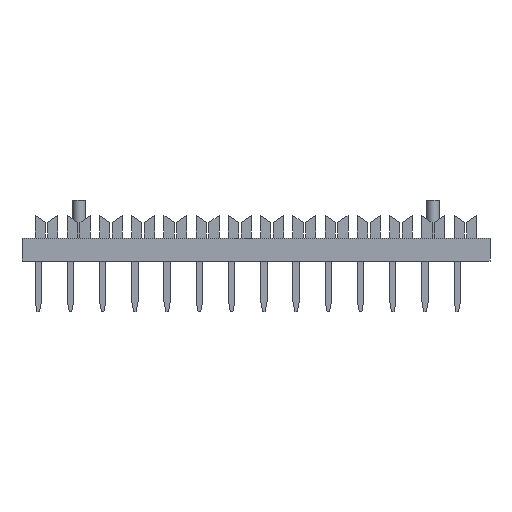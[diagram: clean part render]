
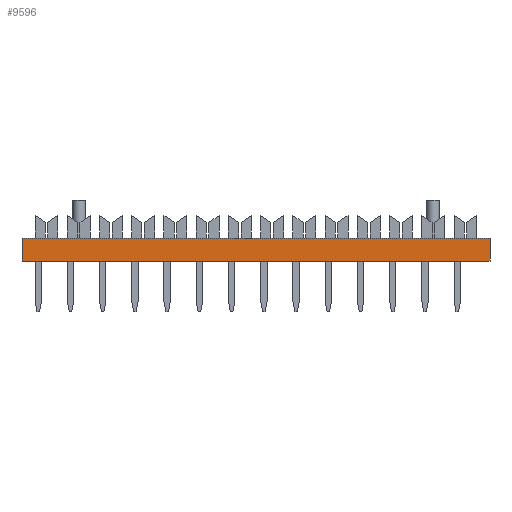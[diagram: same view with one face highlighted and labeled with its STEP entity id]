
A CAD part, left-side view. The second image highlights one B-rep face of the part: STEP entity #9596.
In plain terms, the highlighted planar face has unit normal (-1, 0, 0).
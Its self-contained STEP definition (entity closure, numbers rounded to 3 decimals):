
#980=FACE_OUTER_BOUND('',#1482,.T.);
#1482=EDGE_LOOP('',(#7949,#7950,#7951,#7952));
#2651=LINE('',#14598,#3883);
#2652=LINE('',#14600,#3884);
#2653=LINE('',#14602,#3885);
#2654=LINE('',#14603,#3886);
#3883=VECTOR('',#12077,10.);
#3884=VECTOR('',#12078,10.);
#3885=VECTOR('',#12079,10.);
#3886=VECTOR('',#12080,10.);
#4793=VERTEX_POINT('',#14596);
#4794=VERTEX_POINT('',#14597);
#4795=VERTEX_POINT('',#14599);
#4796=VERTEX_POINT('',#14601);
#5963=EDGE_CURVE('',#4793,#4794,#2651,.T.);
#5964=EDGE_CURVE('',#4794,#4795,#2652,.T.);
#5965=EDGE_CURVE('',#4796,#4795,#2653,.T.);
#5966=EDGE_CURVE('',#4793,#4796,#2654,.T.);
#7949=ORIENTED_EDGE('',*,*,#5963,.T.);
#7950=ORIENTED_EDGE('',*,*,#5964,.T.);
#7951=ORIENTED_EDGE('',*,*,#5965,.F.);
#7952=ORIENTED_EDGE('',*,*,#5966,.F.);
#9094=PLANE('',#10132);
#9596=ADVANCED_FACE('',(#980),#9094,.T.);
#10132=AXIS2_PLACEMENT_3D('',#14595,#12075,#12076);
#12075=DIRECTION('center_axis',(-1.,0.,0.));
#12076=DIRECTION('ref_axis',(0.,-1.,0.));
#12077=DIRECTION('',(0.,-1.,0.));
#12078=DIRECTION('',(0.,0.,1.));
#12079=DIRECTION('',(0.,-1.,0.));
#12080=DIRECTION('',(0.,0.,1.));
#14595=CARTESIAN_POINT('Origin',(-1.58,1.28,0.2));
#14596=CARTESIAN_POINT('',(-1.58,1.28,0.2));
#14597=CARTESIAN_POINT('',(-1.58,-35.6,0.2));
#14598=CARTESIAN_POINT('',(-1.58,-7.94,0.2));
#14599=CARTESIAN_POINT('',(-1.58,-35.6,2.));
#14600=CARTESIAN_POINT('',(-1.58,-35.6,0.2));
#14601=CARTESIAN_POINT('',(-1.58,1.28,2.));
#14602=CARTESIAN_POINT('',(-1.58,-7.94,2.));
#14603=CARTESIAN_POINT('',(-1.58,1.28,0.2));
